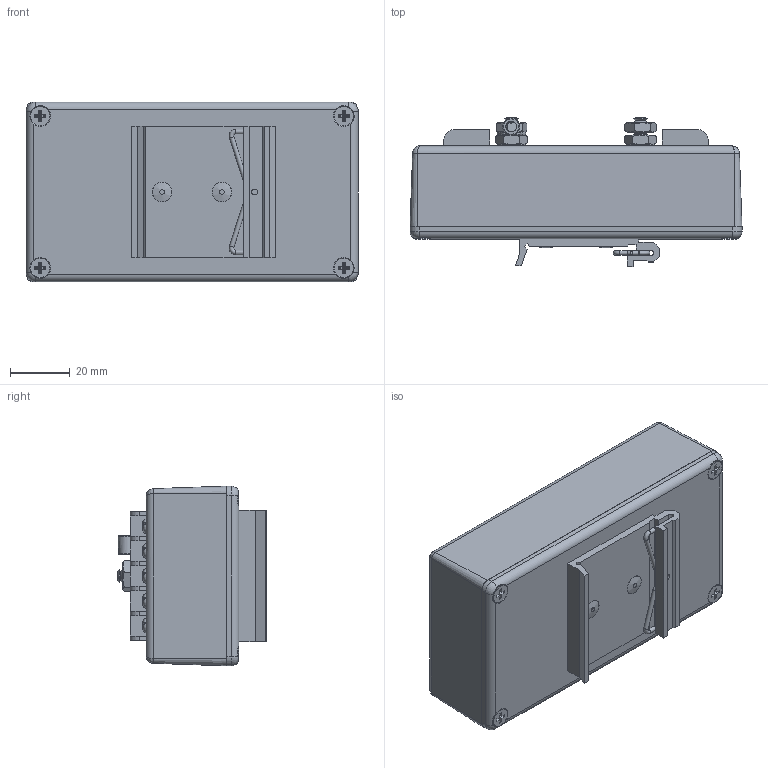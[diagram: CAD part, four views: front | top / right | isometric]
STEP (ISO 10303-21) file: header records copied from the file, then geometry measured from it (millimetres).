
FILE_DESCRIPTION (( 'STEP AP214' ), '1' );
FILE_NAME ('HGLND-D2-XX.STEP', '2018-01-22T15:50:04', ( '' ), ( '' ), 'SwSTEP 2.0', 'SolidWorks 2014', '' );
FILE_SCHEMA (( 'AUTOMOTIVE_DESIGN' ));
Length unit declared in the file: inch
Products named in the file (13): 1-8_ PopR_Head; DIN-MNT44; 1AJ09-119; DIN-MNT44-MA1; XFS-0039; XCT-0005; XFW-0002; XFS-0026; XFN-0003; XM218-01_Standard; HYP195; 1AT02-016; HGLND-D2-XX
Assembly tree (21 placements, depth 3):
  HGLND-D2-XX
    1AT02-016
    HYP195
    XM218-01_Standard
    XFN-0003  x4
    XFS-0026  x2
    XFW-0002  x2
    XCT-0005
    XFS-0039  x4
    DIN-MNT44
      DIN-MNT44-MA1
      1AJ09-119
    1-8_ PopR_Head  x2
Bounding box: 111.15 x 49.92 x 60.2 mm (x, y, z)
Volume: 62514 mm3; surface area: 69496.7 mm2
Topology: 20 solids, 20 shells, 1267 faces, 3198 edges, 1999 vertices
Faces by surface type: plane 641, cone 347, cylinder 213, torus 57, bspline 7, sphere 2
Full cylindrical faces by diameter (mm): 1.5 x6, 1.524 x2, 2 x2, 2.982 x4, 3.378 x2, 3.5 x2, 3.607 x1, 3.708 x4, 4.902 x10, 5.004 x1, 5.08 x2, 5.105 x2, 5.639 x1, 6.934 x4, 9.22 x2, 9.525 x2
Entity records: 38537 total; most frequent: CARTESIAN_POINT 8226, DIRECTION 4319, ORIENTED_EDGE 4274, EDGE_CURVE 2137, VERTEX_POINT 1467, AXIS2_PLACEMENT_3D 1458, LINE 1403, VECTOR 1403
